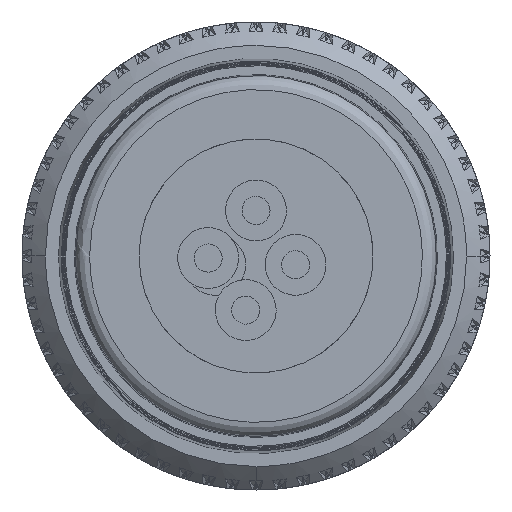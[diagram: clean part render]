
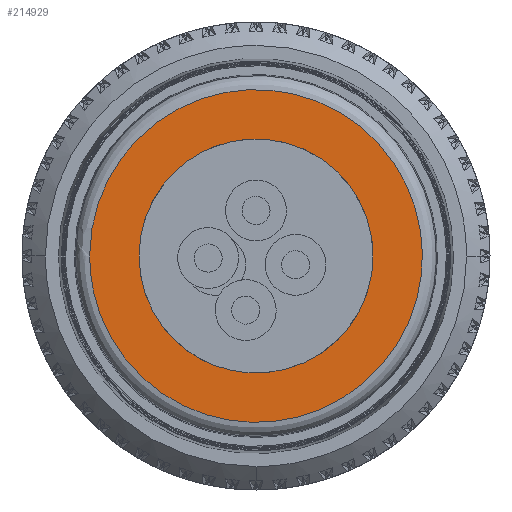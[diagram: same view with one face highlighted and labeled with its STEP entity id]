
A CAD part, front view. The second image highlights one B-rep face of the part: STEP entity #214929.
In plain terms, the highlighted free-form (B-spline) face has degree [1, 1] with [2, 2] control points.
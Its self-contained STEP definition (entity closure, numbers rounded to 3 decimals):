
#210439=CARTESIAN_POINT('',(-3.555,0.,0.));
#210440=VERTEX_POINT('',#210439);
#210447=CARTESIAN_POINT('',(-3.555,0.,0.));
#210448=CARTESIAN_POINT('',(-3.555,0.,3.555));
#210449=CARTESIAN_POINT('',(0.,0.,3.555));
#210450=CARTESIAN_POINT('',(3.555,0.,3.555));
#210451=CARTESIAN_POINT('',(3.555,0.,0.));
#210452=CARTESIAN_POINT('',(3.555,0.,-3.555));
#210453=CARTESIAN_POINT('',(0.,0.,-3.555));
#210454=CARTESIAN_POINT('',(-3.555,0.,-3.555));
#210455=CARTESIAN_POINT('',(-3.555,0.,0.));
#210456=(BOUNDED_CURVE()B_SPLINE_CURVE(2,(#210447,#210448,#210449,#210450,#210451,#210452,#210453,#210454,#210455),.CIRCULAR_ARC.,.T.,.U.)B_SPLINE_CURVE_WITH_KNOTS((3,2,2,2,3),(0.,0.25,0.5,0.75,1.),.UNSPECIFIED.)CURVE()GEOMETRIC_REPRESENTATION_ITEM()RATIONAL_B_SPLINE_CURVE((1.,0.707,1.,0.707,1.,0.707,1.,0.707,1.))REPRESENTATION_ITEM(''));
#210457=EDGE_CURVE('',#210440,#210440,#210456,.T.);
#214907=CARTESIAN_POINT('',(10.664,0.,10.664));
#214908=CARTESIAN_POINT('',(10.664,0.,-10.664));
#214909=CARTESIAN_POINT('',(-10.664,0.,10.664));
#214910=CARTESIAN_POINT('',(-10.664,0.,-10.664));
#214911=B_SPLINE_SURFACE_WITH_KNOTS('',1,1,((#214907,#214908),(#214909,#214910)),.PLANE_SURF.,.F.,.F.,.U.,(2,2),(2,2),(-1.,2.),(-1.,2.),.UNSPECIFIED.);
#214912=ORIENTED_EDGE('',*,*,#210457,.F.);
#214913=EDGE_LOOP('',(#214912));
#214914=FACE_OUTER_BOUND('',#214913,.T.);
#214915=CARTESIAN_POINT('',(2.5,0.,0.));
#214916=VERTEX_POINT('',#214915);
#214917=CARTESIAN_POINT('',(2.5,0.,0.));
#214918=CARTESIAN_POINT('',(2.5,0.,-4.33));
#214919=CARTESIAN_POINT('',(-1.25,0.,-2.165));
#214920=CARTESIAN_POINT('',(-5.,0.,0.));
#214921=CARTESIAN_POINT('',(-1.25,0.,2.165));
#214922=CARTESIAN_POINT('',(2.5,0.,4.33));
#214923=CARTESIAN_POINT('',(2.5,0.,0.));
#214924=(BOUNDED_CURVE()B_SPLINE_CURVE(2,(#214917,#214918,#214919,#214920,#214921,#214922,#214923),.CIRCULAR_ARC.,.T.,.U.)B_SPLINE_CURVE_WITH_KNOTS((3,2,2,3),(0.,0.333,0.667,1.),.UNSPECIFIED.)CURVE()GEOMETRIC_REPRESENTATION_ITEM()RATIONAL_B_SPLINE_CURVE((1.,0.5,1.,0.5,1.,0.5,1.))REPRESENTATION_ITEM(''));
#214925=EDGE_CURVE('',#214916,#214916,#214924,.T.);
#214926=ORIENTED_EDGE('',*,*,#214925,.T.);
#214927=EDGE_LOOP('',(#214926));
#214928=FACE_BOUND('',#214927,.T.);
#214929=ADVANCED_FACE('',(#214914,#214928),#214911,.T.);
